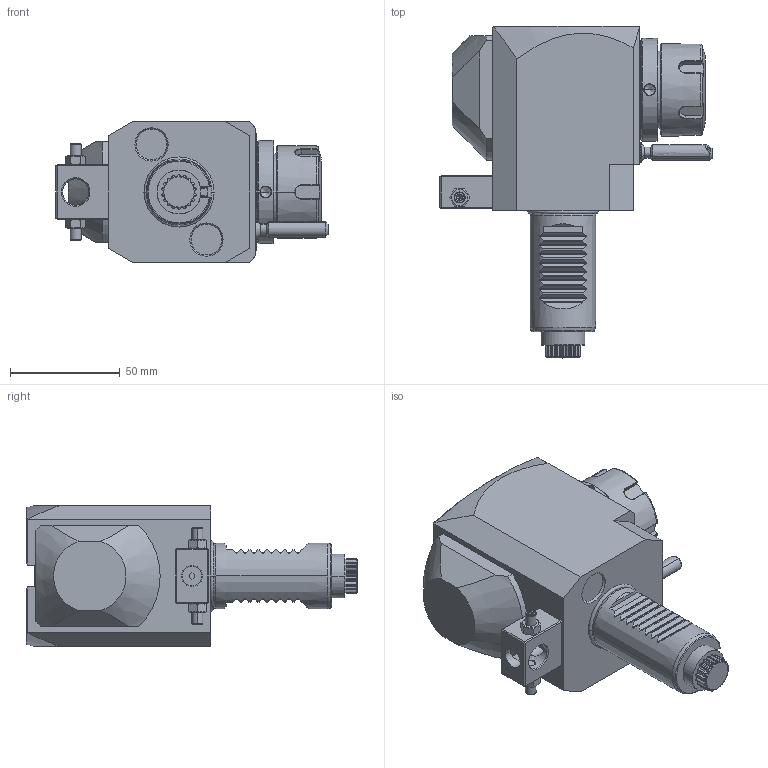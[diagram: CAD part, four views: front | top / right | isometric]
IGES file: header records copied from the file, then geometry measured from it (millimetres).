
Start section:  PTC IGES file: ngt1_30_231_25_2_3_55.igs
Global section: file name: ngt1_30_231_25_2_3_55.igs; native system: Pro/ENGINEER by Parametric Technology Corporation; preprocessor: 2010280; author: vali; organization: Unknown; date: 20230126.101030; units: millimetre
Bounding box: 123.83 x 151 x 64 mm (x, y, z)
Volume: 463659.2 mm3; surface area: 48591.4 mm2
Topology: 1 solids, 1 shells, 550 faces, 1441 edges, 902 vertices
Faces by surface type: bspline 281, revolution 269
